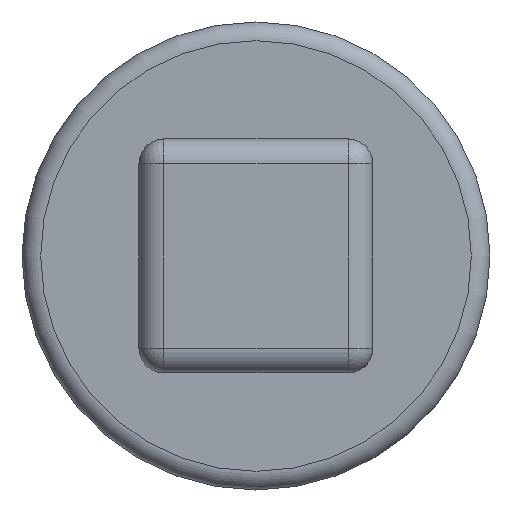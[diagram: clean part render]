
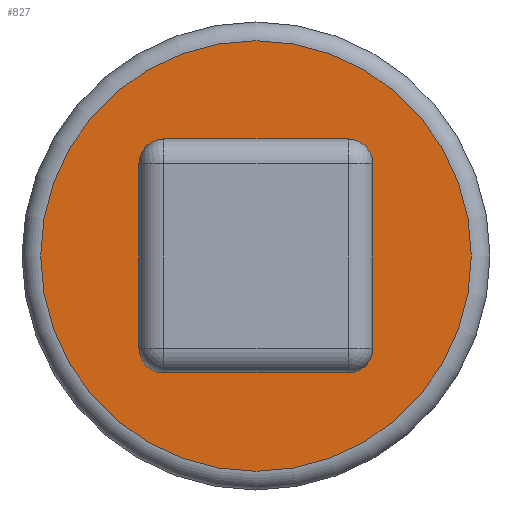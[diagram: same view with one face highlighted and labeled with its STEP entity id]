
A CAD part, left-side view. The second image highlights one B-rep face of the part: STEP entity #827.
In plain terms, the highlighted planar face has unit normal (-1, 0, 0).
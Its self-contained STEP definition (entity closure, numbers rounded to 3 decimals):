
#73=FACE_BOUND('',#209,.T.);
#85=CIRCLE('',#877,0.4);
#87=CIRCLE('',#881,0.4);
#99=CIRCLE('',#903,0.4);
#100=CIRCLE('',#906,0.4);
#101=CIRCLE('',#909,3.45);
#102=CIRCLE('',#910,3.45);
#162=FACE_OUTER_BOUND('',#208,.T.);
#208=EDGE_LOOP('',(#605,#606));
#209=EDGE_LOOP('',(#607,#608,#609,#610,#611,#612,#613,#614));
#238=LINE('',#1243,#288);
#243=LINE('',#1257,#293);
#254=LINE('',#1305,#304);
#257=LINE('',#1312,#307);
#288=VECTOR('',#983,10.);
#293=VECTOR('',#996,10.);
#304=VECTOR('',#1057,10.);
#307=VECTOR('',#1066,10.);
#338=VERTEX_POINT('',#1241);
#339=VERTEX_POINT('',#1242);
#342=VERTEX_POINT('',#1250);
#344=VERTEX_POINT('',#1256);
#346=VERTEX_POINT('',#1262);
#355=VERTEX_POINT('',#1300);
#356=VERTEX_POINT('',#1304);
#357=VERTEX_POINT('',#1308);
#358=VERTEX_POINT('',#1314);
#359=VERTEX_POINT('',#1315);
#415=EDGE_CURVE('',#338,#339,#238,.T.);
#419=EDGE_CURVE('',#342,#338,#85,.T.);
#422=EDGE_CURVE('',#344,#342,#243,.T.);
#425=EDGE_CURVE('',#346,#344,#87,.T.);
#444=EDGE_CURVE('',#339,#355,#99,.T.);
#446=EDGE_CURVE('',#355,#356,#254,.T.);
#448=EDGE_CURVE('',#356,#357,#100,.T.);
#450=EDGE_CURVE('',#357,#346,#257,.T.);
#451=EDGE_CURVE('',#358,#359,#101,.T.);
#452=EDGE_CURVE('',#359,#358,#102,.T.);
#605=ORIENTED_EDGE('',*,*,#451,.T.);
#606=ORIENTED_EDGE('',*,*,#452,.T.);
#607=ORIENTED_EDGE('',*,*,#425,.T.);
#608=ORIENTED_EDGE('',*,*,#422,.T.);
#609=ORIENTED_EDGE('',*,*,#419,.T.);
#610=ORIENTED_EDGE('',*,*,#415,.T.);
#611=ORIENTED_EDGE('',*,*,#444,.T.);
#612=ORIENTED_EDGE('',*,*,#446,.T.);
#613=ORIENTED_EDGE('',*,*,#448,.T.);
#614=ORIENTED_EDGE('',*,*,#450,.T.);
#777=PLANE('',#915);
#827=ADVANCED_FACE('',(#162,#73),#777,.T.);
#877=AXIS2_PLACEMENT_3D('',#1251,#989,#990);
#881=AXIS2_PLACEMENT_3D('',#1263,#1001,#1002);
#903=AXIS2_PLACEMENT_3D('',#1301,#1052,#1053);
#906=AXIS2_PLACEMENT_3D('',#1309,#1061,#1062);
#909=AXIS2_PLACEMENT_3D('',#1316,#1069,#1070);
#910=AXIS2_PLACEMENT_3D('',#1317,#1071,#1072);
#915=AXIS2_PLACEMENT_3D('',#1325,#1081,#1082);
#983=DIRECTION('',(0.,-1.,0.));
#989=DIRECTION('center_axis',(1.,0.,0.));
#990=DIRECTION('ref_axis',(0.,0.,
1.));
#996=DIRECTION('',(0.,0.,1.));
#1001=DIRECTION('center_axis',(1.,0.,0.));
#1002=DIRECTION('ref_axis',(0.,1.,0.));
#1052=DIRECTION('center_axis',(1.,0.,0.));
#1053=DIRECTION('ref_axis',(0.,-1.,0.));
#1057=DIRECTION('',(0.,0.,-1.));
#1061=DIRECTION('center_axis',(1.,0.,0.));
#1062=DIRECTION('ref_axis',(0.,0.,-1.));
#1066=DIRECTION('',(0.,1.,0.));
#1069=DIRECTION('center_axis',(-1.,0.,0.));
#1070=DIRECTION('ref_axis',(0.,0.,1.));
#1071=DIRECTION('center_axis',(-1.,0.,0.));
#1072=DIRECTION('ref_axis',(0.,0.,1.));
#1081=DIRECTION('center_axis',(-1.,0.,0.));
#1082=DIRECTION('ref_axis',(0.,0.,1.));
#1241=CARTESIAN_POINT('',(-3.459,8.023,8.347));
#1242=CARTESIAN_POINT('',(-3.459,5.073,8.347));
#1243=CARTESIAN_POINT('',(-3.459,5.81,8.347));
#1250=CARTESIAN_POINT('',(-3.459,8.423,7.947));
#1251=CARTESIAN_POINT('Origin',(-3.459,8.023,7.947));
#1256=CARTESIAN_POINT('',(-3.459,8.423,4.997));
#1257=CARTESIAN_POINT('',(-3.459,8.423,7.21));
#1262=CARTESIAN_POINT('',(-3.459,8.023,4.597));
#1263=CARTESIAN_POINT('Origin',(-3.459,8.023,4.997));
#1300=CARTESIAN_POINT('',(-3.459,4.673,7.947));
#1301=CARTESIAN_POINT('Origin',(-3.459,5.073,7.947));
#1304=CARTESIAN_POINT('',(-3.459,4.673,4.997));
#1305=CARTESIAN_POINT('',(-3.459,4.673,5.735));
#1308=CARTESIAN_POINT('',(-3.459,5.073,4.597));
#1309=CARTESIAN_POINT('Origin',(-3.459,5.073,4.997));
#1312=CARTESIAN_POINT('',(-3.459,7.285,4.597));
#1314=CARTESIAN_POINT('',(-3.459,9.998,6.472));
#1315=CARTESIAN_POINT('',(-3.459,6.548,3.022));
#1316=CARTESIAN_POINT('Origin',(-3.459,6.548,6.472));
#1317=CARTESIAN_POINT('Origin',(-3.459,6.548,6.472));
#1325=CARTESIAN_POINT('Origin',(-3.459,6.548,6.472));
